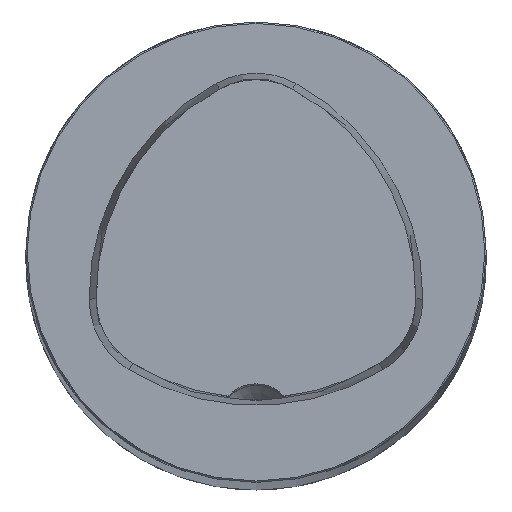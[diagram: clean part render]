
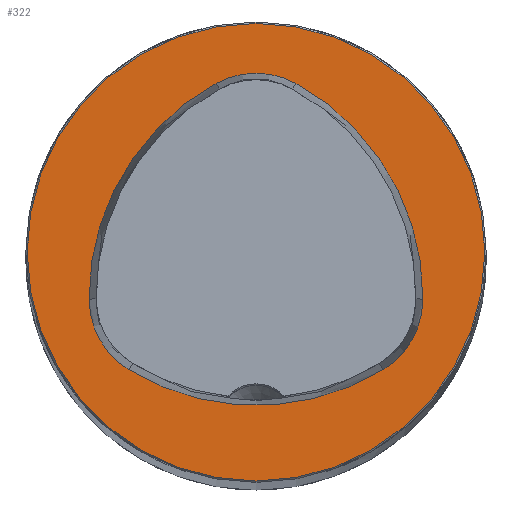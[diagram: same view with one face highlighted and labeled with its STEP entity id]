
A CAD part, top view. The second image highlights one B-rep face of the part: STEP entity #322.
In plain terms, the highlighted planar face has unit normal (0, 0, 1).
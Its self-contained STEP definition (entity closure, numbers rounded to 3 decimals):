
#171=FACE_BOUND('',#669,.T.);
#172=FACE_BOUND('',#670,.T.);
#236=CIRCLE('',#2557,53.075);
#238=CIRCLE('',#2560,53.075);
#239=CIRCLE('',#2561,18.075);
#240=CIRCLE('',#2562,53.075);
#241=CIRCLE('',#2563,18.075);
#242=CIRCLE('',#2564,18.075);
#243=CIRCLE('',#2565,49.7);
#322=ADVANCED_FACE('CU_FL_N1_SU_1',(#171,#172),#469,.T.);
#469=PLANE('',#2566);
#669=EDGE_LOOP('',(#950,#951,#952,#953,#954,#955));
#670=EDGE_LOOP('',(#956));
#950=ORIENTED_EDGE('',*,*,#1876,.F.);
#951=ORIENTED_EDGE('',*,*,#1877,.F.);
#952=ORIENTED_EDGE('',*,*,#1878,.F.);
#953=ORIENTED_EDGE('',*,*,#1879,.F.);
#954=ORIENTED_EDGE('',*,*,#1873,.F.);
#955=ORIENTED_EDGE('',*,*,#1880,.F.);
#956=ORIENTED_EDGE('',*,*,#1881,.T.);
#1639=VERTEX_POINT('',#3913);
#1640=VERTEX_POINT('',#3915);
#1642=VERTEX_POINT('',#3921);
#1643=VERTEX_POINT('',#3922);
#1644=VERTEX_POINT('',#3924);
#1645=VERTEX_POINT('',#3926);
#1646=VERTEX_POINT('',#3930);
#1873=EDGE_CURVE('',#1639,#1640,#236,.T.);
#1876=EDGE_CURVE('',#1642,#1643,#238,.T.);
#1877=EDGE_CURVE('',#1644,#1642,#239,.T.);
#1878=EDGE_CURVE('',#1645,#1644,#240,.T.);
#1879=EDGE_CURVE('',#1640,#1645,#241,.T.);
#1880=EDGE_CURVE('',#1643,#1639,#242,.T.);
#1881=EDGE_CURVE('',#1646,#1646,#243,.T.);
#2557=AXIS2_PLACEMENT_3D('',#3914,#2868,#2869);
#2560=AXIS2_PLACEMENT_3D('',#3920,#2875,#2876);
#2561=AXIS2_PLACEMENT_3D('',#3923,#2877,#2878);
#2562=AXIS2_PLACEMENT_3D('',#3925,#2879,#2880);
#2563=AXIS2_PLACEMENT_3D('',#3927,#2881,#2882);
#2564=AXIS2_PLACEMENT_3D('',#3928,#2883,#2884);
#2565=AXIS2_PLACEMENT_3D('',#3929,#2885,#2886);
#2566=AXIS2_PLACEMENT_3D('',#3931,#2887,#2888);
#2868=DIRECTION('',(0.,0.,1.));
#2869=DIRECTION('',(1.,0.,0.));
#2875=DIRECTION('',(0.,0.,1.));
#2876=DIRECTION('',(1.,0.,0.));
#2877=DIRECTION('',(0.,0.,1.));
#2878=DIRECTION('',(1.,0.,0.));
#2879=DIRECTION('',(0.,0.,1.));
#2880=DIRECTION('',(1.,0.,0.));
#2881=DIRECTION('',(0.,0.,1.));
#2882=DIRECTION('',(1.,0.,0.));
#2883=DIRECTION('',(0.,0.,1.));
#2884=DIRECTION('',(1.,0.,0.));
#2885=DIRECTION('',(0.,0.,1.));
#2886=DIRECTION('',(1.,0.,0.));
#2887=DIRECTION('',(0.,0.,1.));
#2888=DIRECTION('',(1.,0.,0.));
#3913=CARTESIAN_POINT('',(-27.566,-25.555,0.));
#3914=CARTESIAN_POINT('',(0.,19.8,0.));
#3915=CARTESIAN_POINT('',(27.566,-25.555,0.));
#3920=CARTESIAN_POINT('',(16.821,-9.893,0.));
#3921=CARTESIAN_POINT('',(-8.687,36.651,0.));
#3922=CARTESIAN_POINT('',(-36.253,-10.221,0.));
#3923=CARTESIAN_POINT('',(0.,20.8,0.));
#3924=CARTESIAN_POINT('',(8.687,36.651,0.));
#3925=CARTESIAN_POINT('',(-16.821,-9.893,0.));
#3926=CARTESIAN_POINT('',(36.253,-10.221,0.));
#3927=CARTESIAN_POINT('',(18.178,-10.109,0.));
#3928=CARTESIAN_POINT('',(-18.178,-10.109,0.));
#3929=CARTESIAN_POINT('',(0.,0.,0.));
#3930=CARTESIAN_POINT('',(49.7,0.,0.));
#3931=CARTESIAN_POINT('',(0.,0.,0.));
